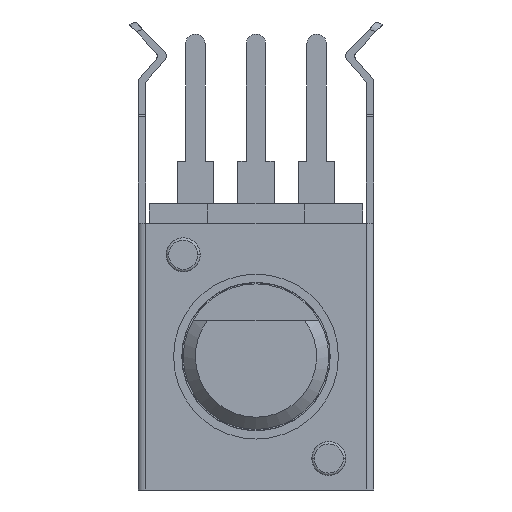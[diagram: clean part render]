
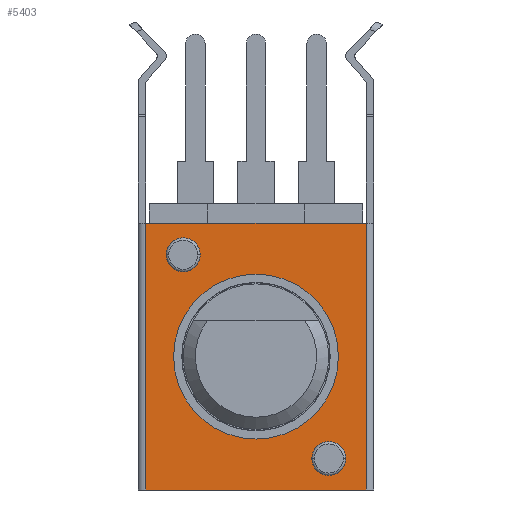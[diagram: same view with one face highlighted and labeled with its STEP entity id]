
A CAD part, front view. The second image highlights one B-rep face of the part: STEP entity #5403.
In plain terms, the highlighted planar face has unit normal (0, -1, 0).
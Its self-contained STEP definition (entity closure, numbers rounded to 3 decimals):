
#1224=DIRECTION('',(1.,0.,0.));
#1225=VECTOR('',#1224,9.1);
#1226=CARTESIAN_POINT('',(-4.55,-0.4,-5.5));
#1227=LINE('',#1226,#1225);
#1795=DIRECTION('',(0.,0.,-1.));
#1796=VECTOR('',#1795,11.);
#1797=CARTESIAN_POINT('',(-4.55,-0.4,5.5));
#1798=LINE('',#1797,#1796);
#1799=DIRECTION('',(1.,0.,0.));
#1800=VECTOR('',#1799,9.1);
#1801=CARTESIAN_POINT('',(-4.55,-0.4,5.5));
#1802=LINE('',#1801,#1800);
#1803=CARTESIAN_POINT('',(0.,-0.4,0.));
#1804=DIRECTION('',(0.,-1.,0.));
#1805=DIRECTION('',(1.,0.,0.));
#1806=AXIS2_PLACEMENT_3D('',#1803,#1804,#1805);
#1808=CARTESIAN_POINT('',(0.,-0.4,0.));
#1809=DIRECTION('',(0.,-1.,0.));
#1810=DIRECTION('',(-1.,0.,0.));
#1811=AXIS2_PLACEMENT_3D('',#1808,#1809,#1810);
#1813=CARTESIAN_POINT('',(3.,-0.4,-4.2));
#1814=DIRECTION('',(0.,-1.,0.));
#1815=DIRECTION('',(0.,0.,-1.));
#1816=AXIS2_PLACEMENT_3D('',#1813,#1814,#1815);
#1818=CARTESIAN_POINT('',(3.,-0.4,-4.2));
#1819=DIRECTION('',(0.,-1.,0.));
#1820=DIRECTION('',(0.,0.,1.));
#1821=AXIS2_PLACEMENT_3D('',#1818,#1819,#1820);
#1823=CARTESIAN_POINT('',(-3.,-0.4,4.2));
#1824=DIRECTION('',(0.,-1.,0.));
#1825=DIRECTION('',(0.,0.,1.));
#1826=AXIS2_PLACEMENT_3D('',#1823,#1824,#1825);
#1828=CARTESIAN_POINT('',(-3.,-0.4,4.2));
#1829=DIRECTION('',(0.,-1.,0.));
#1830=DIRECTION('',(0.,0.,-1.));
#1831=AXIS2_PLACEMENT_3D('',#1828,#1829,#1830);
#1837=DIRECTION('',(0.,0.,1.));
#1838=VECTOR('',#1837,11.);
#1839=CARTESIAN_POINT('',(4.55,-0.4,-5.5));
#1840=LINE('',#1839,#1838);
#2951=CARTESIAN_POINT('',(-4.55,-0.4,5.5));
#2952=CARTESIAN_POINT('',(4.55,-0.4,5.5));
#2953=VERTEX_POINT('',#2951);
#2954=VERTEX_POINT('',#2952);
#3024=CARTESIAN_POINT('',(-4.55,-0.4,-5.5));
#3025=VERTEX_POINT('',#3024);
#3026=CARTESIAN_POINT('',(4.55,-0.4,-5.5));
#3027=VERTEX_POINT('',#3026);
#3028=CARTESIAN_POINT('',(3.4,-0.4,0.));
#3029=CARTESIAN_POINT('',(-3.4,-0.4,0.));
#3030=VERTEX_POINT('',#3028);
#3031=VERTEX_POINT('',#3029);
#3032=CARTESIAN_POINT('',(3.,-0.4,-4.9));
#3033=CARTESIAN_POINT('',(3.,-0.4,-3.5));
#3034=VERTEX_POINT('',#3032);
#3035=VERTEX_POINT('',#3033);
#3036=CARTESIAN_POINT('',(-3.,-0.4,4.9));
#3037=CARTESIAN_POINT('',(-3.,-0.4,3.5));
#3038=VERTEX_POINT('',#3036);
#3039=VERTEX_POINT('',#3037);
#5373=CARTESIAN_POINT('',(-4.55,-0.4,-5.5));
#5374=DIRECTION('',(0.,-1.,0.));
#5375=DIRECTION('',(1.,0.,0.));
#5376=AXIS2_PLACEMENT_3D('',#5373,#5374,#5375);
#5377=PLANE('',#5376);
#5378=ORIENTED_EDGE('',*,*,#4513,.F.);
#5379=ORIENTED_EDGE('',*,*,#5367,.F.);
#5380=ORIENTED_EDGE('',*,*,#3747,.T.);
#5382=ORIENTED_EDGE('',*,*,#5381,.F.);
#5383=EDGE_LOOP('',(#5378,#5379,#5380,#5382));
#5384=FACE_OUTER_BOUND('',#5383,.F.);
#5386=ORIENTED_EDGE('',*,*,#5385,.T.);
#5388=ORIENTED_EDGE('',*,*,#5387,.T.);
#5389=EDGE_LOOP('',(#5386,#5388));
#5390=FACE_BOUND('',#5389,.F.);
#5392=ORIENTED_EDGE('',*,*,#5391,.T.);
#5394=ORIENTED_EDGE('',*,*,#5393,.T.);
#5395=EDGE_LOOP('',(#5392,#5394));
#5396=FACE_BOUND('',#5395,.F.);
#5398=ORIENTED_EDGE('',*,*,#5397,.T.);
#5400=ORIENTED_EDGE('',*,*,#5399,.T.);
#5401=EDGE_LOOP('',(#5398,#5400));
#5402=FACE_BOUND('',#5401,.F.);
#1807=CIRCLE('',#1806,3.4);
#1812=CIRCLE('',#1811,3.4);
#1817=CIRCLE('',#1816,0.7);
#1822=CIRCLE('',#1821,0.7);
#1827=CIRCLE('',#1826,0.7);
#1832=CIRCLE('',#1831,0.7);
#3747=EDGE_CURVE('',#2953,#2954,#1802,.T.);
#4513=EDGE_CURVE('',#3025,#3027,#1227,.T.);
#5367=EDGE_CURVE('',#2953,#3025,#1798,.T.);
#5381=EDGE_CURVE('',#3027,#2954,#1840,.T.);
#5385=EDGE_CURVE('',#3030,#3031,#1807,.T.);
#5387=EDGE_CURVE('',#3031,#3030,#1812,.T.);
#5391=EDGE_CURVE('',#3034,#3035,#1817,.T.);
#5393=EDGE_CURVE('',#3035,#3034,#1822,.T.);
#5397=EDGE_CURVE('',#3038,#3039,#1827,.T.);
#5399=EDGE_CURVE('',#3039,#3038,#1832,.T.);
#5403=ADVANCED_FACE('',(#5384,#5390,#5396,#5402),#5377,.T.);
